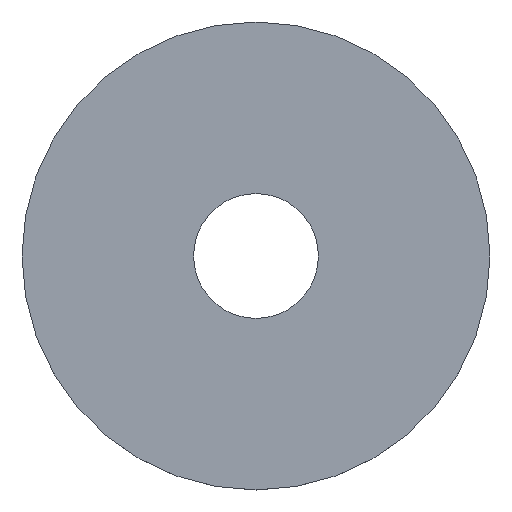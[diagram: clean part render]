
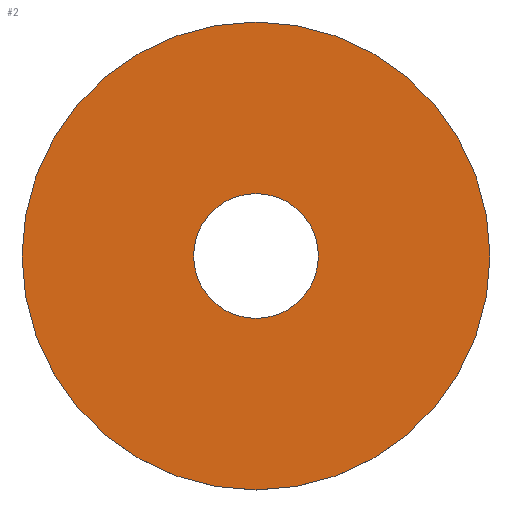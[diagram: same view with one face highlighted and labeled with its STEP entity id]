
A CAD part, top view. The second image highlights one B-rep face of the part: STEP entity #2.
In plain terms, the highlighted planar face has unit normal (0, 0, 1).
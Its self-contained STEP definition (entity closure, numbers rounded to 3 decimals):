
#2 = ADVANCED_FACE ( 'NONE', ( #62, #136 ), #13, .T. ) ;
#12 = CARTESIAN_POINT ( 'NONE',  ( 0., 4., 1. ) ) ;
#13 = PLANE ( 'NONE',  #112 ) ;
#16 = DIRECTION ( 'NONE',  ( 0., 0., -1. ) ) ;
#31 = EDGE_CURVE ( 'NONE', #155, #155, #142, .T. ) ;
#47 = EDGE_LOOP ( 'NONE', ( #150 ) ) ;
#48 = DIRECTION ( 'NONE',  ( 0., 0., -1. ) ) ;
#51 = DIRECTION ( 'NONE',  ( 0., 1., 0. ) ) ;
#60 = CARTESIAN_POINT ( 'NONE',  ( 0., 4., 1. ) ) ;
#62 = FACE_BOUND ( 'NONE', #47, .T. ) ;
#74 = ORIENTED_EDGE ( 'NONE', *, *, #160, .F. ) ;
#80 = CIRCLE ( 'NONE', #134, 15. ) ;
#99 = VERTEX_POINT ( 'NONE', #125 ) ;
#102 = CARTESIAN_POINT ( 'NONE',  ( 0., 0., 1. ) ) ;
#112 = AXIS2_PLACEMENT_3D ( 'NONE', #60, #114, #168 ) ;
#114 = DIRECTION ( 'NONE',  ( 0., 0., 1. ) ) ;
#122 = EDGE_LOOP ( 'NONE', ( #74 ) ) ;
#125 = CARTESIAN_POINT ( 'NONE',  ( 0., 15., 1. ) ) ;
#126 = CARTESIAN_POINT ( 'NONE',  ( 0., 0., 1. ) ) ;
#134 = AXIS2_PLACEMENT_3D ( 'NONE', #126, #16, #157 ) ;
#136 = FACE_OUTER_BOUND ( 'NONE', #122, .T. ) ;
#142 = CIRCLE ( 'NONE', #165, 4. ) ;
#150 = ORIENTED_EDGE ( 'NONE', *, *, #31, .T. ) ;
#155 = VERTEX_POINT ( 'NONE', #12 ) ;
#157 = DIRECTION ( 'NONE',  ( 0., 1., 0. ) ) ;
#160 = EDGE_CURVE ( 'NONE', #99, #99, #80, .T. ) ;
#165 = AXIS2_PLACEMENT_3D ( 'NONE', #102, #48, #51 ) ;
#168 = DIRECTION ( 'NONE',  ( 0., -1., 0. ) ) ;
